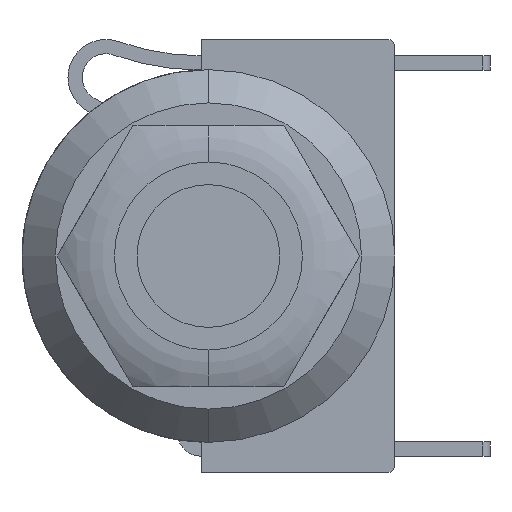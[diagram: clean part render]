
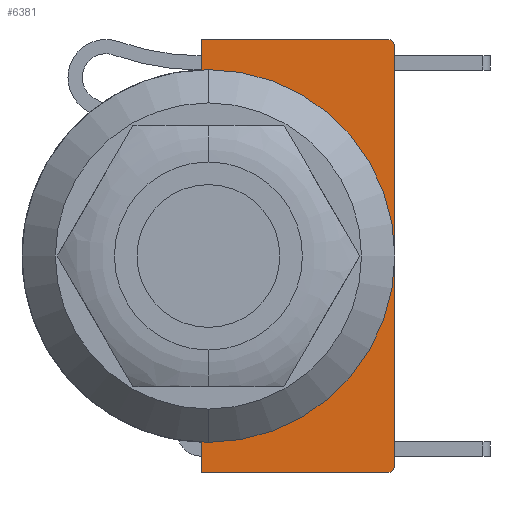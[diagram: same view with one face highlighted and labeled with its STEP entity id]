
A CAD part, left-side view. The second image highlights one B-rep face of the part: STEP entity #6381.
In plain terms, the highlighted planar face has unit normal (-1, 0, 0).
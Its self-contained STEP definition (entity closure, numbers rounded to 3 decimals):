
#65 = DIRECTION ( 'NONE',  ( 0., 0., 1. ) ) ;
#225 = VECTOR ( 'NONE', #1494, 1000. ) ;
#339 = VECTOR ( 'NONE', #8272, 1000. ) ;
#472 = ORIENTED_EDGE ( 'NONE', *, *, #10999, .F. ) ;
#688 = CARTESIAN_POINT ( 'NONE',  ( -10.305, 7.835, 0. ) ) ;
#708 = CARTESIAN_POINT ( 'NONE',  ( -10.305, 8.14, 7.529 ) ) ;
#879 = CIRCLE ( 'NONE', #1442, 6.35 ) ;
#923 = EDGE_CURVE ( 'NONE', #4240, #8326, #6205, .T. ) ;
#1036 = DIRECTION ( 'NONE',  ( 0., 0., 1. ) ) ;
#1115 = AXIS2_PLACEMENT_3D ( 'NONE', #8260, #9159, #1404 ) ;
#1309 = CARTESIAN_POINT ( 'NONE',  ( -10.305, 8.14, 9.1 ) ) ;
#1310 = CARTESIAN_POINT ( 'NONE',  ( -10.305, 7.835, 6.35 ) ) ;
#1404 = DIRECTION ( 'NONE',  ( 0., 0., 1. ) ) ;
#1442 = AXIS2_PLACEMENT_3D ( 'NONE', #6139, #10319, #65 ) ;
#1494 = DIRECTION ( 'NONE',  ( 0., 0., 1. ) ) ;
#1534 = DIRECTION ( 'NONE',  ( 0., 0., -1. ) ) ;
#2142 = AXIS2_PLACEMENT_3D ( 'NONE', #10947, #6811, #3288 ) ;
#2202 = VECTOR ( 'NONE', #1036, 1000. ) ;
#2239 = CARTESIAN_POINT ( 'NONE',  ( -10.305, 0., -8.8 ) ) ;
#2299 = CARTESIAN_POINT ( 'NONE',  ( -10.305, 0.3, 8.8 ) ) ;
#2660 = VERTEX_POINT ( 'NONE', #4237 ) ;
#2662 = ORIENTED_EDGE ( 'NONE', *, *, #2877, .T. ) ;
#2822 = EDGE_CURVE ( 'NONE', #9419, #7508, #4357, .T. ) ;
#2832 = ORIENTED_EDGE ( 'NONE', *, *, #3136, .F. ) ;
#2877 = EDGE_CURVE ( 'NONE', #7508, #3290, #10376, .T. ) ;
#3047 = CARTESIAN_POINT ( 'NONE',  ( -10.305, 8.14, -7.529 ) ) ;
#3075 = FACE_BOUND ( 'NONE', #8784, .T. ) ;
#3087 = CARTESIAN_POINT ( 'NONE',  ( -10.305, 0.3, 9.1 ) ) ;
#3136 = EDGE_CURVE ( 'NONE', #8326, #10257, #10743, .T. ) ;
#3177 = EDGE_CURVE ( 'NONE', #10065, #2660, #879, .T. ) ;
#3288 = DIRECTION ( 'NONE',  ( 0., 0., -1. ) ) ;
#3290 = VERTEX_POINT ( 'NONE', #3754 ) ;
#3326 = ORIENTED_EDGE ( 'NONE', *, *, #923, .F. ) ;
#3754 = CARTESIAN_POINT ( 'NONE',  ( -10.305, 0., 8.8 ) ) ;
#3885 = AXIS2_PLACEMENT_3D ( 'NONE', #2299, #4067, #7445 ) ;
#4067 = DIRECTION ( 'NONE',  ( -1., 0., 0. ) ) ;
#4237 = CARTESIAN_POINT ( 'NONE',  ( -10.305, 7.835, -6.35 ) ) ;
#4240 = VERTEX_POINT ( 'NONE', #708 ) ;
#4357 = CIRCLE ( 'NONE', #10868, 0.3 ) ;
#4557 = CARTESIAN_POINT ( 'NONE',  ( -10.305, 8.14, -9.1 ) ) ;
#4645 = DIRECTION ( 'NONE',  ( 0., 0., -1. ) ) ;
#4753 = DIRECTION ( 'NONE',  ( -1., 0., 0. ) ) ;
#4880 = LINE ( 'NONE', #1309, #339 ) ;
#4921 = ORIENTED_EDGE ( 'NONE', *, *, #2822, .T. ) ;
#5094 = CIRCLE ( 'NONE', #1115, 6.35 ) ;
#5582 = CARTESIAN_POINT ( 'NONE',  ( -10.305, 0.3, -8.8 ) ) ;
#5777 = VERTEX_POINT ( 'NONE', #3047 ) ;
#5848 = DIRECTION ( 'NONE',  ( 0., -1., 0. ) ) ;
#5880 = EDGE_CURVE ( 'NONE', #4240, #5777, #9123, .T. ) ;
#5972 = ORIENTED_EDGE ( 'NONE', *, *, #7964, .T. ) ;
#6139 = CARTESIAN_POINT ( 'NONE',  ( -10.305, 7.835, 0. ) ) ;
#6205 = LINE ( 'NONE', #9485, #225 ) ;
#6234 = CARTESIAN_POINT ( 'NONE',  ( -10.305, 8.14, 9.1 ) ) ;
#6381 = ADVANCED_FACE ( 'NONE', ( #3075, #10322 ), #10064, .F. ) ;
#6656 = DIRECTION ( 'NONE',  ( -1., 0., 0. ) ) ;
#6714 = ORIENTED_EDGE ( 'NONE', *, *, #5880, .T. ) ;
#6717 = EDGE_CURVE ( 'NONE', #7418, #9419, #8463, .T. ) ;
#6811 = DIRECTION ( 'NONE',  ( 1., 0., 0. ) ) ;
#7418 = VERTEX_POINT ( 'NONE', #10182 ) ;
#7422 = VECTOR ( 'NONE', #5848, 1000. ) ;
#7445 = DIRECTION ( 'NONE',  ( 0., 0., -1. ) ) ;
#7495 = EDGE_CURVE ( 'NONE', #2660, #10065, #5094, .T. ) ;
#7508 = VERTEX_POINT ( 'NONE', #2239 ) ;
#7658 = ORIENTED_EDGE ( 'NONE', *, *, #3177, .F. ) ;
#7724 = CARTESIAN_POINT ( 'NONE',  ( -10.305, 0.3, -9.1 ) ) ;
#7964 = EDGE_CURVE ( 'NONE', #3290, #10257, #10302, .T. ) ;
#8260 = CARTESIAN_POINT ( 'NONE',  ( -10.305, 7.835, 0. ) ) ;
#8272 = DIRECTION ( 'NONE',  ( 0., 0., 1. ) ) ;
#8326 = VERTEX_POINT ( 'NONE', #6234 ) ;
#8463 = LINE ( 'NONE', #4557, #9892 ) ;
#8518 = CARTESIAN_POINT ( 'NONE',  ( -10.305, 8.14, 9.1 ) ) ;
#8784 = EDGE_LOOP ( 'NONE', ( #9103, #7658 ) ) ;
#8916 = ORIENTED_EDGE ( 'NONE', *, *, #6717, .T. ) ;
#9103 = ORIENTED_EDGE ( 'NONE', *, *, #7495, .F. ) ;
#9123 = CIRCLE ( 'NONE', #9238, 7.535 ) ;
#9159 = DIRECTION ( 'NONE',  ( -1., 0., 0. ) ) ;
#9238 = AXIS2_PLACEMENT_3D ( 'NONE', #688, #6656, #1534 ) ;
#9419 = VERTEX_POINT ( 'NONE', #7724 ) ;
#9485 = CARTESIAN_POINT ( 'NONE',  ( -10.305, 8.14, 9.1 ) ) ;
#9892 = VECTOR ( 'NONE', #10556, 1000. ) ;
#9988 = EDGE_LOOP ( 'NONE', ( #8916, #4921, #2662, #5972, #2832, #3326, #6714, #472 ) ) ;
#10064 = PLANE ( 'NONE',  #2142 ) ;
#10065 = VERTEX_POINT ( 'NONE', #1310 ) ;
#10182 = CARTESIAN_POINT ( 'NONE',  ( -10.305, 8.14, -9.1 ) ) ;
#10257 = VERTEX_POINT ( 'NONE', #3087 ) ;
#10302 = CIRCLE ( 'NONE', #3885, 0.3 ) ;
#10319 = DIRECTION ( 'NONE',  ( -1., 0., 0. ) ) ;
#10322 = FACE_OUTER_BOUND ( 'NONE', #9988, .T. ) ;
#10376 = LINE ( 'NONE', #10710, #2202 ) ;
#10556 = DIRECTION ( 'NONE',  ( 0., -1., 0. ) ) ;
#10710 = CARTESIAN_POINT ( 'NONE',  ( -10.305, 0., 9.1 ) ) ;
#10743 = LINE ( 'NONE', #8518, #7422 ) ;
#10868 = AXIS2_PLACEMENT_3D ( 'NONE', #5582, #4753, #4645 ) ;
#10947 = CARTESIAN_POINT ( 'NONE',  ( -10.305, 8.14, 9.1 ) ) ;
#10999 = EDGE_CURVE ( 'NONE', #7418, #5777, #4880, .T. ) ;
